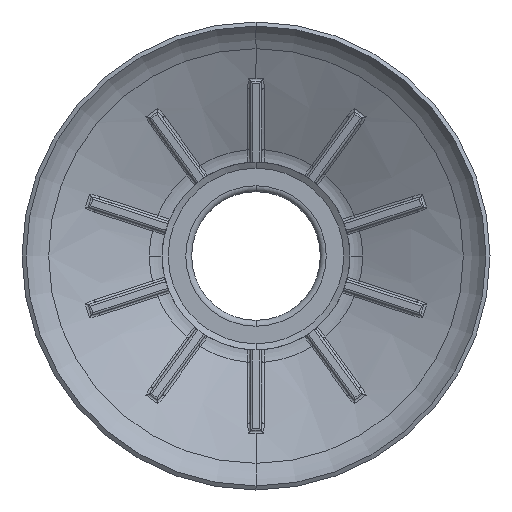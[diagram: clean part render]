
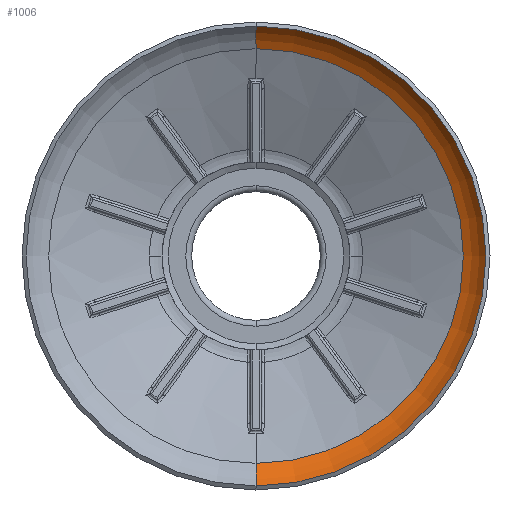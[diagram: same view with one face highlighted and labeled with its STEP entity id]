
A CAD part, front view. The second image highlights one B-rep face of the part: STEP entity #1006.
In plain terms, the highlighted toroidal (fillet/blend) face has major radius 15.501 mm and minor radius 5.155 mm.
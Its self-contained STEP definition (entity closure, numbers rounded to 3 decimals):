
#1006=ADVANCED_FACE('NONE',(#2658),#2659,.F.);
#2658=FACE_OUTER_BOUND('',#5245,.T.);
#2659=TOROIDAL_SURFACE('',#5246,15.501,5.155);
#5245=EDGE_LOOP('',(#15379,#15380,#15381,#15382));
#5246=AXIS2_PLACEMENT_3D('',#15383,#15384,#15385);
#15379=ORIENTED_EDGE('',*,*,#20777,.F.);
#15380=ORIENTED_EDGE('',*,*,#20778,.T.);
#15381=ORIENTED_EDGE('',*,*,#20779,.F.);
#15382=ORIENTED_EDGE('',*,*,#20774,.F.);
#15383=CARTESIAN_POINT('',(0.0,-42.704,0.0));
#15384=DIRECTION('',(-0.0,1.0,0.0));
#15385=DIRECTION('',(0.0,0.0,1.0));
#20774=EDGE_CURVE('NONE',#23682,#23684,#23685,.T.);
#20777=EDGE_CURVE('',#23688,#23682,#23689,.T.);
#20778=EDGE_CURVE('NONE',#23688,#23690,#23691,.T.);
#20779=EDGE_CURVE('',#23684,#23690,#23692,.T.);
#23682=VERTEX_POINT('NONE',#27806);
#23684=VERTEX_POINT('',#27809);
#23685=CIRCLE('',#27810,19.65);
#23688=VERTEX_POINT('NONE',#27814);
#23689=CIRCLE('',#27815,5.155);
#23690=VERTEX_POINT('',#27816);
#23691=CIRCLE('',#27817,17.72);
#23692=CIRCLE('',#27818,5.155);
#27806=CARTESIAN_POINT('',(0.0,-39.645,19.65));
#27809=CARTESIAN_POINT('',(0.,-39.645,-19.65));
#27810=AXIS2_PLACEMENT_3D('',#36691,#36692,#36693);
#27814=CARTESIAN_POINT('',(0.0,-38.051,17.72));
#27815=AXIS2_PLACEMENT_3D('',#36695,#36696,#36697);
#27816=CARTESIAN_POINT('',(0.,-38.051,-17.72));
#27817=AXIS2_PLACEMENT_3D('',#36698,#36699,#36700);
#27818=AXIS2_PLACEMENT_3D('',#36701,#36702,#36703);
#36691=CARTESIAN_POINT('',(0.0,-39.645,0.0));
#36692=DIRECTION('',(-0.0,1.0,0.0));
#36693=DIRECTION('',(0.0,0.0,1.0));
#36695=CARTESIAN_POINT('',(0.,-42.704,15.501));
#36696=DIRECTION('',(1.0,0.0,0.));
#36697=DIRECTION('',(0.,-0.0,1.0));
#36698=CARTESIAN_POINT('',(0.0,-38.051,0.0));
#36699=DIRECTION('',(-0.0,1.0,0.0));
#36700=DIRECTION('',(0.0,0.0,1.0));
#36701=CARTESIAN_POINT('',(0.,-42.704,-15.501));
#36702=DIRECTION('',(1.0,0.0,0.));
#36703=DIRECTION('',(0.,0.0,-1.0));
